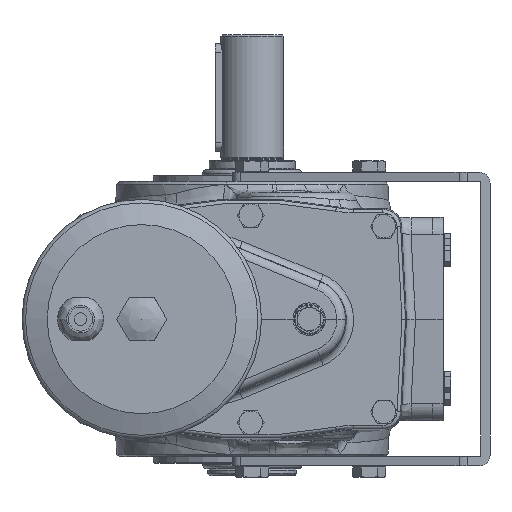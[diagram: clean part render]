
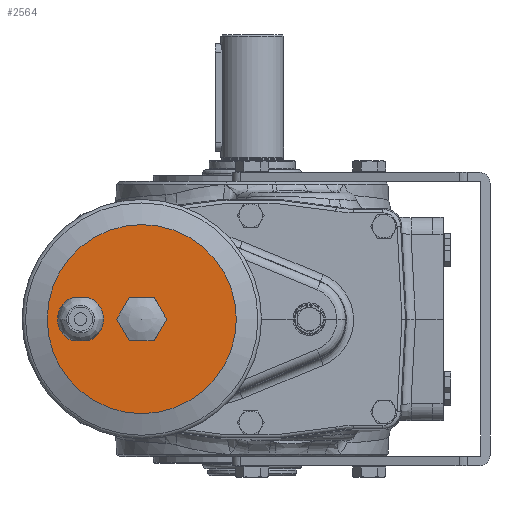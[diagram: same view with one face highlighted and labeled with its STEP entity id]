
A CAD part, left-side view. The second image highlights one B-rep face of the part: STEP entity #2564.
In plain terms, the highlighted planar face has unit normal (-1, 0, 0).
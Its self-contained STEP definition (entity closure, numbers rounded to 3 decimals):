
#2564 = ADVANCED_FACE( '', ( #5841, #5842, #5843 ), #5844, .T. );
#5841 = FACE_BOUND( '', #17387, .T. );
#5842 = FACE_OUTER_BOUND( '', #17388, .T. );
#5843 = FACE_BOUND( '', #17389, .T. );
#5844 = PLANE( '', #17390 );
#17387 = EDGE_LOOP( '', ( #32511, #32512, #32513, #32514 ) );
#17388 = EDGE_LOOP( '', ( #32515 ) );
#17389 = EDGE_LOOP( '', ( #32516, #32517, #32518, #32519, #32520, #32521 ) );
#17390 = AXIS2_PLACEMENT_3D( '', #32522, #32523, #32524 );
#32511 = ORIENTED_EDGE( '', *, *, #36826, .F. );
#32512 = ORIENTED_EDGE( '', *, *, #37065, .F. );
#32513 = ORIENTED_EDGE( '', *, *, #38226, .F. );
#32514 = ORIENTED_EDGE( '', *, *, #36274, .T. );
#32515 = ORIENTED_EDGE( '', *, *, #36201, .T. );
#32516 = ORIENTED_EDGE( '', *, *, #38408, .T. );
#32517 = ORIENTED_EDGE( '', *, *, #38170, .T. );
#32518 = ORIENTED_EDGE( '', *, *, #35894, .T. );
#32519 = ORIENTED_EDGE( '', *, *, #37206, .T. );
#32520 = ORIENTED_EDGE( '', *, *, #38079, .T. );
#32521 = ORIENTED_EDGE( '', *, *, #38493, .T. );
#32522 = CARTESIAN_POINT( '', ( -574.4, 113.9, 0. ) );
#32523 = DIRECTION( '', ( -1., 0., 0. ) );
#32524 = DIRECTION( '', ( 0., 1., 0. ) );
#35894 = EDGE_CURVE( '', #39318, #39322, #39324, .T. );
#36201 = EDGE_CURVE( '', #39849, #39849, #39850, .T. );
#36274 = EDGE_CURVE( '', #39974, #39972, #39975, .T. );
#36826 = EDGE_CURVE( '', #40889, #39972, #40890, .T. );
#37065 = EDGE_CURVE( '', #41268, #40889, #41271, .T. );
#37206 = EDGE_CURVE( '', #39322, #41474, #41476, .T. );
#38079 = EDGE_CURVE( '', #41474, #42758, #42760, .T. );
#38170 = EDGE_CURVE( '', #42871, #39318, #42873, .T. );
#38226 = EDGE_CURVE( '', #39974, #41268, #42954, .T. );
#38408 = EDGE_CURVE( '', #43187, #42871, #43189, .T. );
#38493 = EDGE_CURVE( '', #42758, #43187, #43295, .T. );
#39318 = VERTEX_POINT( '', #44227 );
#39322 = VERTEX_POINT( '', #44232 );
#39324 = LINE( '', #44235, #44236 );
#39849 = VERTEX_POINT( '', #45339 );
#39850 = CIRCLE( '', #45340, 52.5 );
#39972 = VERTEX_POINT( '', #45686 );
#39974 = VERTEX_POINT( '', #45689 );
#39975 = LINE( '', #45690, #45691 );
#40889 = VERTEX_POINT( '', #48066 );
#40890 = CIRCLE( '', #48067, 12.8 );
#41268 = VERTEX_POINT( '', #48990 );
#41271 = LINE( '', #48994, #48995 );
#41474 = VERTEX_POINT( '', #49356 );
#41476 = LINE( '', #49359, #49360 );
#42758 = VERTEX_POINT( '', #52492 );
#42760 = LINE( '', #52495, #52496 );
#42871 = VERTEX_POINT( '', #52869 );
#42873 = LINE( '', #52872, #52873 );
#42954 = CIRCLE( '', #53023, 12.8 );
#43187 = VERTEX_POINT( '', #53662 );
#43189 = LINE( '', #53665, #53666 );
#43295 = LINE( '', #53842, #53843 );
#44227 = CARTESIAN_POINT( '', ( -574.4, 54.472, -12. ) );
#44232 = CARTESIAN_POINT( '', ( -574.4, 68.328, -12. ) );
#44235 = CARTESIAN_POINT( '', ( -574.4, 54.472, -12. ) );
#44236 = VECTOR( '', #56575, 1000. );
#45339 = CARTESIAN_POINT( '', ( -574.4, 113.9, 0. ) );
#45340 = AXIS2_PLACEMENT_3D( '', #56933, #56934, #56935 );
#45686 = CARTESIAN_POINT( '', ( -574.4, 90.946, 12. ) );
#45689 = CARTESIAN_POINT( '', ( -574.4, 99.854, 12. ) );
#45690 = CARTESIAN_POINT( '', ( -574.4, 99.854, 12. ) );
#45691 = VECTOR( '', #57014, 1000. );
#48066 = CARTESIAN_POINT( '', ( -574.4, 90.946, -12. ) );
#48067 = AXIS2_PLACEMENT_3D( '', #57625, #57626, #57627 );
#48990 = CARTESIAN_POINT( '', ( -574.4, 99.854, -12. ) );
#48994 = CARTESIAN_POINT( '', ( -574.4, 99.854, -12. ) );
#48995 = VECTOR( '', #57902, 1000. );
#49356 = CARTESIAN_POINT( '', ( -574.4, 75.256, 0. ) );
#49359 = CARTESIAN_POINT( '', ( -574.4, 68.328, -12. ) );
#49360 = VECTOR( '', #58083, 1000. );
#52492 = CARTESIAN_POINT( '', ( -574.4, 68.328, 12. ) );
#52495 = CARTESIAN_POINT( '', ( -574.4, 75.256, 0. ) );
#52496 = VECTOR( '', #59042, 1000. );
#52869 = CARTESIAN_POINT( '', ( -574.4, 47.544, 0. ) );
#52872 = CARTESIAN_POINT( '', ( -574.4, 47.544, 0. ) );
#52873 = VECTOR( '', #59120, 1000. );
#53023 = AXIS2_PLACEMENT_3D( '', #59195, #59196, #59197 );
#53662 = CARTESIAN_POINT( '', ( -574.4, 54.472, 12. ) );
#53665 = CARTESIAN_POINT( '', ( -574.4, 54.472, 12. ) );
#53666 = VECTOR( '', #59372, 1000. );
#53842 = CARTESIAN_POINT( '', ( -574.4, 68.328, 12. ) );
#53843 = VECTOR( '', #59463, 1000. );
#56575 = DIRECTION( '', ( 0., 1., 0. ) );
#56933 = CARTESIAN_POINT( '', ( -574.4, 61.4, 0. ) );
#56934 = DIRECTION( '', ( -1., 0., 0. ) );
#56935 = DIRECTION( '', ( 0., 1., 0. ) );
#57014 = DIRECTION( '', ( 0., -1., 0. ) );
#57625 = CARTESIAN_POINT( '', ( -574.4, 95.4, 0. ) );
#57626 = DIRECTION( '', ( -1., 0., 0. ) );
#57627 = DIRECTION( '', ( 0., 1., 0. ) );
#57902 = DIRECTION( '', ( 0., -1., 0. ) );
#58083 = DIRECTION( '', ( 0., 0.5, 0.866 ) );
#59042 = DIRECTION( '', ( 0., -0.5, 0.866 ) );
#59120 = DIRECTION( '', ( 0., 0.5, -0.866 ) );
#59195 = CARTESIAN_POINT( '', ( -574.4, 95.4, 0. ) );
#59196 = DIRECTION( '', ( -1., 0., 0. ) );
#59197 = DIRECTION( '', ( 0., 1., 0. ) );
#59372 = DIRECTION( '', ( 0., -0.5, -0.866 ) );
#59463 = DIRECTION( '', ( 0., -1., 0. ) );
